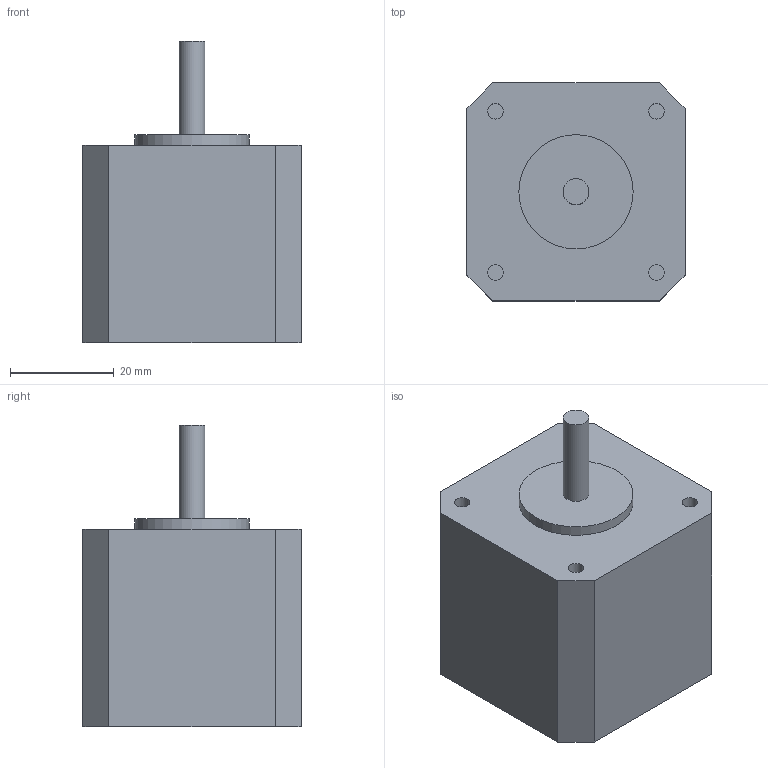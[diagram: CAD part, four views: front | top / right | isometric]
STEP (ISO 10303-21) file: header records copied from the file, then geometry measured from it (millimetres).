
FILE_DESCRIPTION(/* description */ (''),/* implementation_level */ '2;1');
FILE_NAME(/* name */ 'Nema17 Stepper Motor v2.step',/* time_stamp */ '2020-10-20T11:36:17+02:00',/* author */ (''),/* organization */ (''),/* preprocessor_version */ 'ST-DEVELOPER v18.1',/* originating_system */ 'Autodesk Translation Framework v9.3.0.1241',/* authorisation */ '');
FILE_SCHEMA (('AUTOMOTIVE_DESIGN { 1 0 10303 214 3 1 1 }'));
Length unit declared in the file: millimetre
Products named in the file (1): Nema17 Stepper Motor
Bounding box: 42 x 42 x 58 mm (x, y, z)
Volume: 66104.3 mm3; surface area: 9976.3 mm2
Topology: 1 solids, 1 shells, 22 faces, 42 edges, 28 vertices
Faces by surface type: plane 16, cylinder 6
Full cylindrical faces by diameter (mm): 3 x4, 5 x1, 22 x1
Entity records: 591 total; most frequent: DIRECTION 100, CARTESIAN_POINT 93, ORIENTED_EDGE 84, EDGE_CURVE 42, AXIS2_PLACEMENT_3D 35, LINE 30, VECTOR 30, EDGE_LOOP 28
